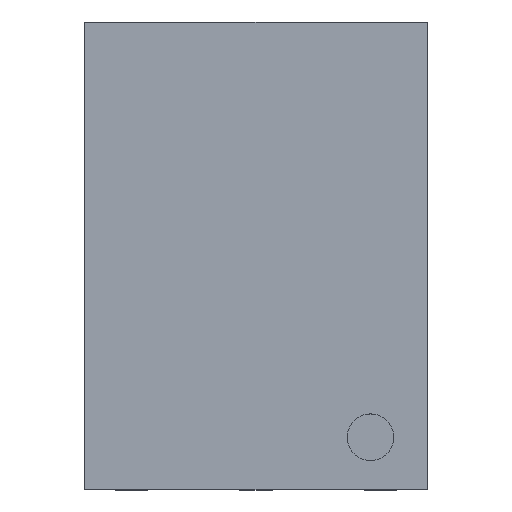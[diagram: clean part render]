
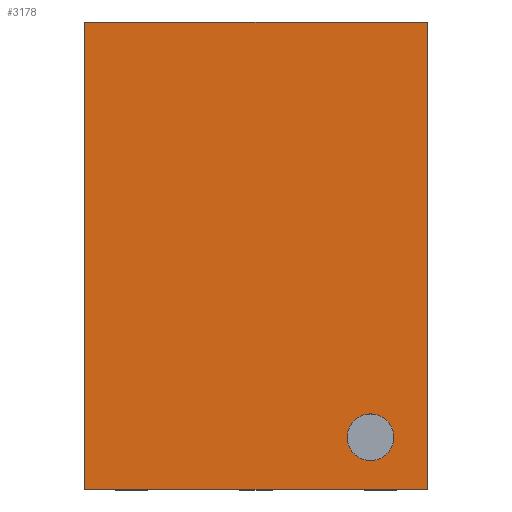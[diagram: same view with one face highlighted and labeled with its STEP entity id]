
A CAD part, top view. The second image highlights one B-rep face of the part: STEP entity #3178.
In plain terms, the highlighted planar face has unit normal (0, 0, 1).
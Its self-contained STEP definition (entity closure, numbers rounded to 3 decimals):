
#22=CIRCLE('',#3238,0.075);
#486=ORIENTED_EDGE('',*,*,#748,.T.);
#487=ORIENTED_EDGE('',*,*,#901,.T.);
#488=ORIENTED_EDGE('',*,*,#902,.T.);
#489=ORIENTED_EDGE('',*,*,#903,.T.);
#490=ORIENTED_EDGE('',*,*,#864,.T.);
#748=EDGE_CURVE('',#1034,#1034,#22,.T.);
#864=EDGE_CURVE('',#1092,#1094,#1366,.T.);
#901=EDGE_CURVE('',#1094,#1115,#1403,.T.);
#902=EDGE_CURVE('',#1115,#1116,#1404,.T.);
#903=EDGE_CURVE('',#1116,#1092,#1405,.T.);
#1034=VERTEX_POINT('',#4157);
#1092=VERTEX_POINT('',#4385);
#1094=VERTEX_POINT('',#4389);
#1115=VERTEX_POINT('',#4466);
#1116=VERTEX_POINT('',#4468);
#1366=LINE('',#4390,#1666);
#1403=LINE('',#4465,#1703);
#1404=LINE('',#4467,#1704);
#1405=LINE('',#4469,#1705);
#1666=VECTOR('',#3762,1000.);
#1703=VECTOR('',#3835,1000.);
#1704=VECTOR('',#3836,1000.);
#1705=VECTOR('',#3837,1000.);
#1849=EDGE_LOOP('',(#486));
#1850=EDGE_LOOP('',(#487,#488,#489,#490));
#2003=FACE_BOUND('',#1849,.T.);
#2004=FACE_BOUND('',#1850,.T.);
#2152=PLANE('',#3313);
#3178=ADVANCED_FACE('',(#2003,#2004),#2152,.T.);
#3238=AXIS2_PLACEMENT_3D('',#4156,#3531,#3532);
#3313=AXIS2_PLACEMENT_3D('',#4464,#3833,#3834);
#3531=DIRECTION('',(0.,0.,-1.));
#3532=DIRECTION('',(1.,0.,0.));
#3762=DIRECTION('',(-1.,0.,0.));
#3833=DIRECTION('',(0.,0.,1.));
#3834=DIRECTION('',(1.,0.,0.));
#3835=DIRECTION('',(0.,-1.,0.));
#3836=DIRECTION('',(1.,0.,0.));
#3837=DIRECTION('',(0.,1.,0.));
#4156=CARTESIAN_POINT('',(0.368,-0.582,0.));
#4157=CARTESIAN_POINT('',(0.443,-0.582,0.));
#4385=CARTESIAN_POINT('',(0.55,0.75,0.));
#4389=CARTESIAN_POINT('',(-0.55,0.75,0.));
#4390=CARTESIAN_POINT('',(0.55,0.75,0.));
#4464=CARTESIAN_POINT('',(0.,0.,0.));
#4465=CARTESIAN_POINT('',(-0.55,0.75,0.));
#4466=CARTESIAN_POINT('',(-0.55,-0.75,0.));
#4467=CARTESIAN_POINT('',(-0.55,-0.75,0.));
#4468=CARTESIAN_POINT('',(0.55,-0.75,0.));
#4469=CARTESIAN_POINT('',(0.55,-0.75,0.));
